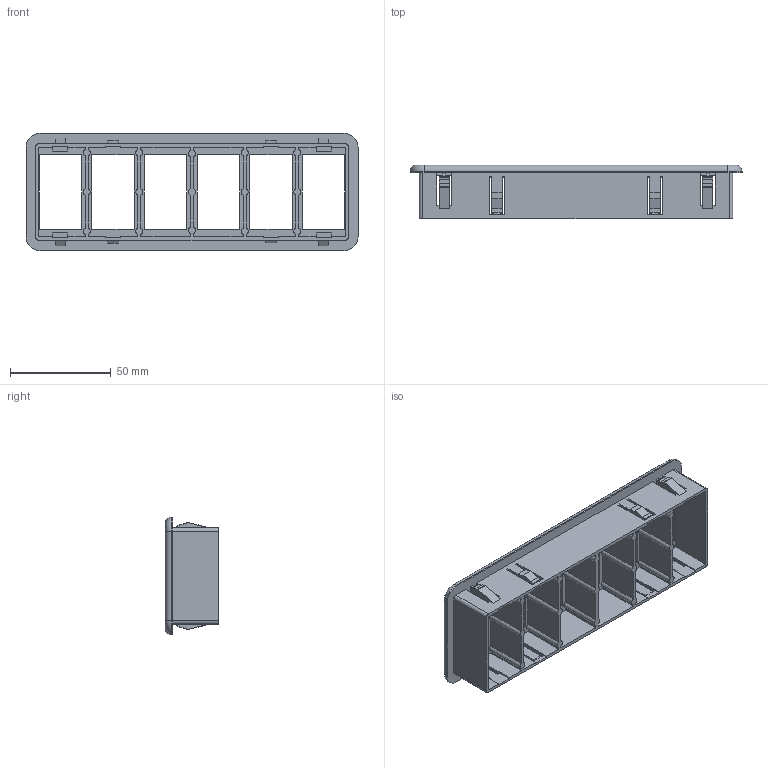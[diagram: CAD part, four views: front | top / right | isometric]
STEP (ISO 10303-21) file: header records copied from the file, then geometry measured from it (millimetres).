
FILE_DESCRIPTION((''),'2;1');
FILE_NAME('536-11594REF','2012-03-05T',('danboyden'),(''),'PRO/ENGINEER BY PARAMETRIC TECHNOLOGY CORPORATION, 2010280','PRO/ENGINEER BY PARAMETRIC TECHNOLOGY CORPORATION, 2010280','');
FILE_SCHEMA(('CONFIG_CONTROL_DESIGN'));
Length unit declared in the file: inch
Products named in the file (1): 536-11594REF
Bounding box: 164.85 x 26.67 x 58.42 mm (x, y, z)
Volume: 33575.4 mm3; surface area: 41769.5 mm2
Topology: 1 solids, 1 shells, 326 faces, 1006 edges, 666 vertices
Faces by surface type: plane 276, cylinder 46, torus 4
Entity records: 11182 total; most frequent: ORIENTED_EDGE 2012, CARTESIAN_POINT 1998, DIRECTION 1754, EDGE_CURVE 1006, VECTOR 910, LINE 910, VERTEX_POINT 666, AXIS2_PLACEMENT_3D 422
